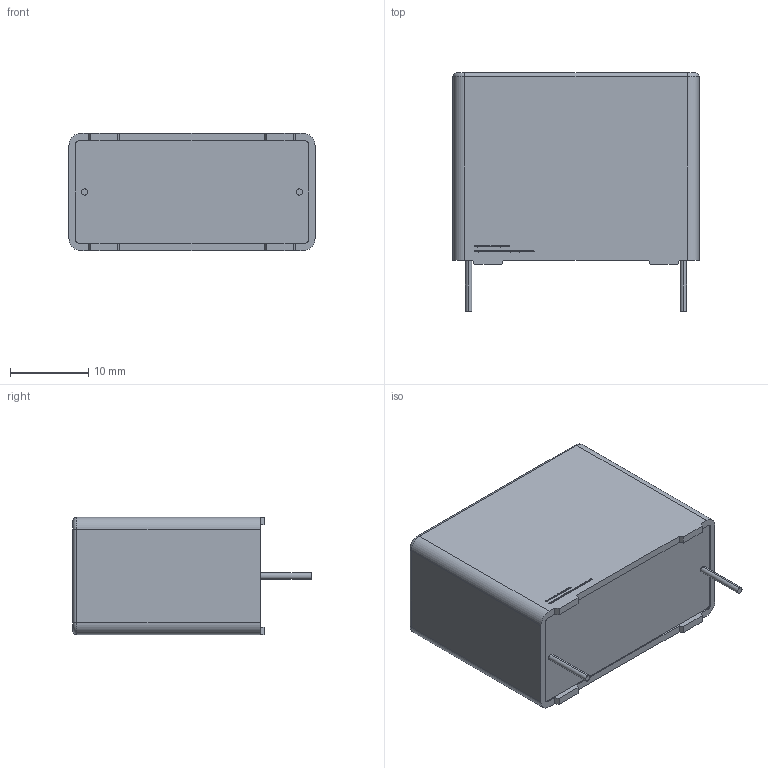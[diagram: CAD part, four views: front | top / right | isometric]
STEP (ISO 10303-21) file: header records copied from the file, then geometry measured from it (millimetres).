
FILE_DESCRIPTION (( 'STEP AP214' ), '1' );
FILE_NAME ('A976C66+2pins.STEP', '2020-01-03T07:21:29', ( '' ), ( '' ), 'SwSTEP 2.0', 'SolidWorks 2017', '' );
FILE_SCHEMA (( 'AUTOMOTIVE_DESIGN' ));
Length unit declared in the file: millimetre
Products named in the file (1): A976C66+2pins
Bounding box: 31.5 x 30.5 x 15 mm (x, y, z)
Volume: 11224.3 mm3; surface area: 3159.6 mm2
Topology: 1 solids, 1 shells, 207 faces, 1458 edges, 1414 vertices
Faces by surface type: plane 187, cylinder 16, torus 4
Entity records: 24507 total; most frequent: CARTESIAN_POINT 11969, ORIENTED_EDGE 2916, EDGE_CURVE 1458, VERTEX_POINT 1414, DIRECTION 1261, VECTOR 773, LINE 773, B_SPLINE_CURVE_WITH_KNOTS 649
